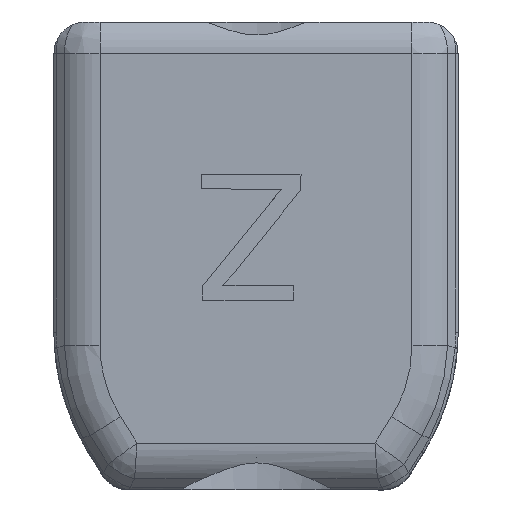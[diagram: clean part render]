
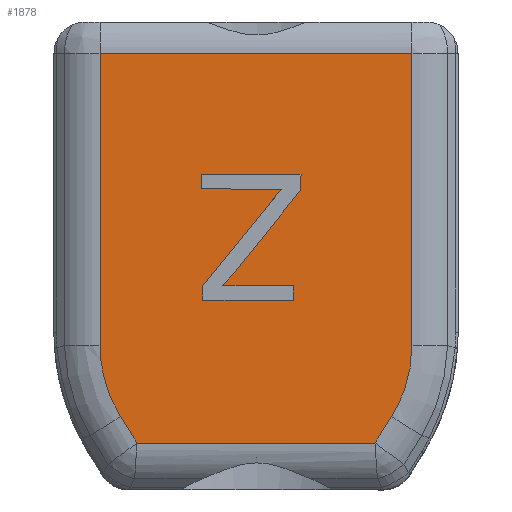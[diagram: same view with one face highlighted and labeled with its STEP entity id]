
A CAD part, top view. The second image highlights one B-rep face of the part: STEP entity #1878.
In plain terms, the highlighted planar face has unit normal (0, 0, 1).
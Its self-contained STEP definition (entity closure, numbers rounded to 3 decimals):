
#32=B_SPLINE_CURVE_WITH_KNOTS('',3,(#3017,#3018,#3019,#3020,#3021,#3022,
#3023),.UNSPECIFIED.,.F.,.F.,(4,3,4),(0.,0.083,0.158),
 .UNSPECIFIED.);
#51=ELLIPSE('',#2064,16.257,13.041);
#52=ELLIPSE('',#2065,21.645,15.);
#91=FACE_BOUND('',#332,.T.);
#95=PLANE('',#2063);
#201=FACE_OUTER_BOUND('',#331,.T.);
#331=EDGE_LOOP('',(#1420,#1421,#1422,#1423,#1424,#1425,#1426,#1427));
#332=EDGE_LOOP('',(#1428,#1429,#1430,#1431,#1432,#1433,#1434,#1435,#1436,
#1437,#1438,#1439));
#453=LINE('',#2985,#595);
#454=LINE('',#2987,#596);
#455=LINE('',#2991,#597);
#456=LINE('',#2993,#598);
#457=LINE('',#2995,#599);
#458=LINE('',#2998,#600);
#459=LINE('',#3001,#601);
#460=LINE('',#3003,#602);
#461=LINE('',#3005,#603);
#462=LINE('',#3007,#604);
#463=LINE('',#3009,#605);
#464=LINE('',#3011,#606);
#465=LINE('',#3013,#607);
#466=LINE('',#3015,#608);
#467=LINE('',#3025,#609);
#468=LINE('',#3027,#610);
#469=LINE('',#3028,#611);
#595=VECTOR('',#2417,10.);
#596=VECTOR('',#2418,10.);
#597=VECTOR('',#2421,10.);
#598=VECTOR('',#2422,10.);
#599=VECTOR('',#2423,10.);
#600=VECTOR('',#2426,10.);
#601=VECTOR('',#2427,10.);
#602=VECTOR('',#2428,10.);
#603=VECTOR('',#2429,10.);
#604=VECTOR('',#2430,10.);
#605=VECTOR('',#2431,10.);
#606=VECTOR('',#2432,10.);
#607=VECTOR('',#2433,10.);
#608=VECTOR('',#2434,10.);
#609=VECTOR('',#2435,10.);
#610=VECTOR('',#2436,10.);
#611=VECTOR('',#2437,10.);
#860=VERTEX_POINT('',#2983);
#861=VERTEX_POINT('',#2984);
#862=VERTEX_POINT('',#2986);
#863=VERTEX_POINT('',#2988);
#864=VERTEX_POINT('',#2990);
#865=VERTEX_POINT('',#2992);
#866=VERTEX_POINT('',#2994);
#867=VERTEX_POINT('',#2996);
#868=VERTEX_POINT('',#2999);
#869=VERTEX_POINT('',#3000);
#870=VERTEX_POINT('',#3002);
#871=VERTEX_POINT('',#3004);
#872=VERTEX_POINT('',#3006);
#873=VERTEX_POINT('',#3008);
#874=VERTEX_POINT('',#3010);
#875=VERTEX_POINT('',#3012);
#876=VERTEX_POINT('',#3014);
#877=VERTEX_POINT('',#3016);
#878=VERTEX_POINT('',#3024);
#879=VERTEX_POINT('',#3026);
#1060=EDGE_CURVE('',#860,#861,#453,.T.);
#1061=EDGE_CURVE('',#862,#860,#454,.T.);
#1062=EDGE_CURVE('',#863,#862,#51,.T.);
#1063=EDGE_CURVE('',#864,#863,#455,.T.);
#1064=EDGE_CURVE('',#865,#864,#456,.T.);
#1065=EDGE_CURVE('',#866,#865,#457,.T.);
#1066=EDGE_CURVE('',#867,#866,#52,.T.);
#1067=EDGE_CURVE('',#861,#867,#458,.T.);
#1068=EDGE_CURVE('',#868,#869,#459,.T.);
#1069=EDGE_CURVE('',#869,#870,#460,.T.);
#1070=EDGE_CURVE('',#870,#871,#461,.T.);
#1071=EDGE_CURVE('',#871,#872,#462,.T.);
#1072=EDGE_CURVE('',#872,#873,#463,.T.);
#1073=EDGE_CURVE('',#873,#874,#464,.T.);
#1074=EDGE_CURVE('',#874,#875,#465,.T.);
#1075=EDGE_CURVE('',#875,#876,#466,.T.);
#1076=EDGE_CURVE('',#876,#877,#32,.T.);
#1077=EDGE_CURVE('',#877,#878,#467,.T.);
#1078=EDGE_CURVE('',#878,#879,#468,.T.);
#1079=EDGE_CURVE('',#879,#868,#469,.T.);
#1420=ORIENTED_EDGE('',*,*,#1060,.F.);
#1421=ORIENTED_EDGE('',*,*,#1061,.F.);
#1422=ORIENTED_EDGE('',*,*,#1062,.F.);
#1423=ORIENTED_EDGE('',*,*,#1063,.F.);
#1424=ORIENTED_EDGE('',*,*,#1064,.F.);
#1425=ORIENTED_EDGE('',*,*,#1065,.F.);
#1426=ORIENTED_EDGE('',*,*,#1066,.F.);
#1427=ORIENTED_EDGE('',*,*,#1067,.F.);
#1428=ORIENTED_EDGE('',*,*,#1068,.T.);
#1429=ORIENTED_EDGE('',*,*,#1069,.T.);
#1430=ORIENTED_EDGE('',*,*,#1070,.T.);
#1431=ORIENTED_EDGE('',*,*,#1071,.T.);
#1432=ORIENTED_EDGE('',*,*,#1072,.T.);
#1433=ORIENTED_EDGE('',*,*,#1073,.T.);
#1434=ORIENTED_EDGE('',*,*,#1074,.T.);
#1435=ORIENTED_EDGE('',*,*,#1075,.T.);
#1436=ORIENTED_EDGE('',*,*,#1076,.T.);
#1437=ORIENTED_EDGE('',*,*,#1077,.T.);
#1438=ORIENTED_EDGE('',*,*,#1078,.T.);
#1439=ORIENTED_EDGE('',*,*,#1079,.T.);
#1878=ADVANCED_FACE('',(#201,#91),#95,.T.);
#2063=AXIS2_PLACEMENT_3D('',#2982,#2415,#2416);
#2064=AXIS2_PLACEMENT_3D('',#2989,#2419,#2420);
#2065=AXIS2_PLACEMENT_3D('',#2997,#2424,#2425);
#2415=DIRECTION('center_axis',(0.,0.,
1.));
#2416=DIRECTION('ref_axis',(1.,0.,0.));
#2417=DIRECTION('',(1.,0.,0.));
#2418=DIRECTION('',(0.,1.,0.));
#2419=DIRECTION('center_axis',(0.,0.,-1.));
#2420=DIRECTION('ref_axis',(0.961,0.276,0.));
#2421=DIRECTION('',(-0.53,0.848,0.));
#2422=DIRECTION('',(-1.,0.,0.));
#2423=DIRECTION('',(-0.53,-0.848,0.));
#2424=DIRECTION('center_axis',(0.,0.,
-1.));
#2425=DIRECTION('ref_axis',(0.961,-0.276,0.));
#2426=DIRECTION('',(0.,-1.,0.));
#2427=DIRECTION('',(0.003,1.,0.));
#2428=DIRECTION('',(0.631,0.776,0.));
#2429=DIRECTION('',(0.656,0.755,0.));
#2430=DIRECTION('',(-1.,0.003,0.));
#2431=DIRECTION('',(0.003,1.,0.));
#2432=DIRECTION('',(1.,-0.003,0.));
#2433=DIRECTION('',(-0.003,-1.,0.));
#2434=DIRECTION('',(-0.627,-0.779,0.));
#2435=DIRECTION('',(1.,-0.003,0.));
#2436=DIRECTION('',(-0.003,-1.,0.));
#2437=DIRECTION('',(-1.,0.003,0.));
#2982=CARTESIAN_POINT('Origin',(-0.35,39.,15.9));
#2983=CARTESIAN_POINT('',(-12.693,58.,15.9));
#2984=CARTESIAN_POINT('',(11.993,58.,15.9));
#2985=CARTESIAN_POINT('',(-0.35,58.,15.9));
#2986=CARTESIAN_POINT('',(-12.693,34.878,15.9));
#2987=CARTESIAN_POINT('',(-12.693,38.25,15.9));
#2988=CARTESIAN_POINT('',(-11.081,29.257,15.9));
#2989=CARTESIAN_POINT('Origin',(3.342,36.435,15.9));
#2990=CARTESIAN_POINT('',(-9.768,27.157,15.9));
#2991=CARTESIAN_POINT('',(-13.071,32.44,15.9));
#2992=CARTESIAN_POINT('',(9.069,27.157,15.9));
#2993=CARTESIAN_POINT('',(-0.326,27.157,15.9));
#2994=CARTESIAN_POINT('',(10.381,29.255,15.9));
#2995=CARTESIAN_POINT('',(12.371,32.44,15.9));
#2996=CARTESIAN_POINT('',(11.993,34.877,15.9));
#2997=CARTESIAN_POINT('Origin',(-9.22,37.919,15.9));
#2998=CARTESIAN_POINT('',(11.993,39.,15.9));
#2999=CARTESIAN_POINT('',(-4.555,38.46,15.9));
#3000=CARTESIAN_POINT('',(-4.552,39.641,15.9));
#3001=CARTESIAN_POINT('',(-4.555,38.736,15.9));
#3002=CARTESIAN_POINT('',(1.08,46.563,15.9));
#3003=CARTESIAN_POINT('',(-3.872,40.476,15.9));
#3004=CARTESIAN_POINT('',(1.689,47.264,15.9));
#3005=CARTESIAN_POINT('',(-1.099,44.054,15.9));
#3006=CARTESIAN_POINT('',(-4.695,47.281,15.9));
#3007=CARTESIAN_POINT('',(0.681,47.266,15.9));
#3008=CARTESIAN_POINT('',(-4.692,48.461,15.9));
#3009=CARTESIAN_POINT('',(-4.706,43.146,15.9));
#3010=CARTESIAN_POINT('',(3.214,48.44,15.9));
#3011=CARTESIAN_POINT('',(-2.508,48.455,15.9));
#3012=CARTESIAN_POINT('',(3.21,47.212,15.9));
#3013=CARTESIAN_POINT('',(3.201,43.715,15.9));
#3014=CARTESIAN_POINT('',(-1.93,40.82,15.9));
#3015=CARTESIAN_POINT('',(0.506,43.849,15.9));
#3016=CARTESIAN_POINT('',(-2.97,39.636,15.9));
#3017=CARTESIAN_POINT('Ctrl Pts',(-1.93,40.82,15.9));
#3018=CARTESIAN_POINT('Ctrl Pts',(-2.105,40.606,15.9));
#3019=CARTESIAN_POINT('Ctrl Pts',(-2.28,40.392,15.9));
#3020=CARTESIAN_POINT('Ctrl Pts',(-2.463,40.184,15.9));
#3021=CARTESIAN_POINT('Ctrl Pts',(-2.628,39.998,15.9));
#3022=CARTESIAN_POINT('Ctrl Pts',(-2.799,39.817,15.9));
#3023=CARTESIAN_POINT('Ctrl Pts',(-2.97,39.636,15.9));
#3024=CARTESIAN_POINT('',(2.61,39.621,15.9));
#3025=CARTESIAN_POINT('',(-1.659,39.633,15.9));
#3026=CARTESIAN_POINT('',(2.607,38.441,15.9));
#3027=CARTESIAN_POINT('',(2.609,39.307,15.9));
#3028=CARTESIAN_POINT('',(1.128,38.445,15.9));
